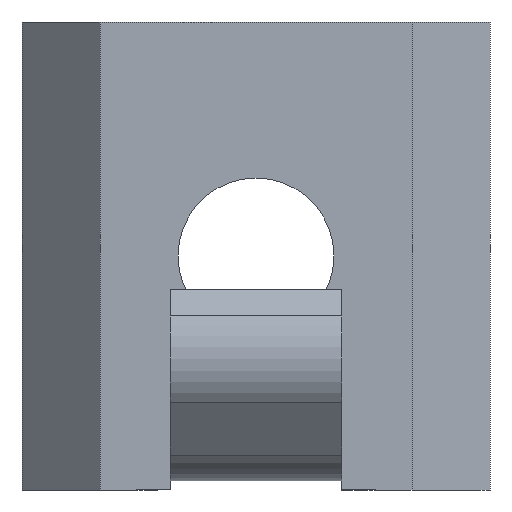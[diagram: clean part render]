
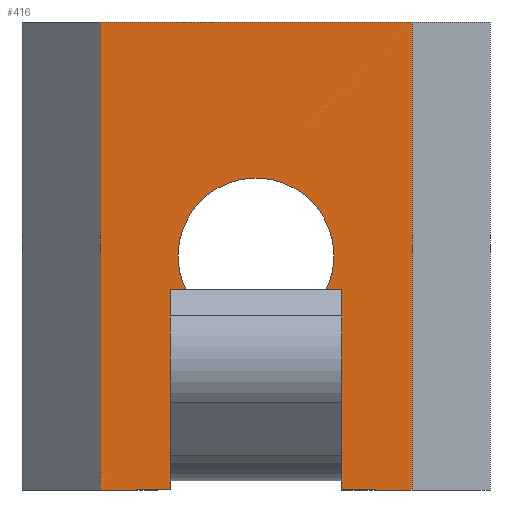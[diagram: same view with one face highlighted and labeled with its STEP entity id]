
A CAD part, front view. The second image highlights one B-rep face of the part: STEP entity #416.
In plain terms, the highlighted planar face has unit normal (0, -1, 0).
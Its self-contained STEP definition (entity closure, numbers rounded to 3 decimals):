
#7 = CIRCLE ( 'NONE', #644, 2.5 ) ;
#16 = EDGE_CURVE ( 'NONE', #156, #434, #276, .T. ) ;
#24 = VECTOR ( 'NONE', #295, 1000. ) ;
#32 = CARTESIAN_POINT ( 'NONE',  ( -5., 0., -15. ) ) ;
#42 = VERTEX_POINT ( 'NONE', #653 ) ;
#47 = EDGE_CURVE ( 'NONE', #1100, #1124, #518, .T. ) ;
#69 = CARTESIAN_POINT ( 'NONE',  ( 0., 0., -5. ) ) ;
#80 = VECTOR ( 'NONE', #475, 1000. ) ;
#89 = ORIENTED_EDGE ( 'NONE', *, *, #857, .T. ) ;
#96 = EDGE_CURVE ( 'NONE', #731, #42, #822, .T. ) ;
#97 = VECTOR ( 'NONE', #954, 1000. ) ;
#99 = EDGE_LOOP ( 'NONE', ( #1161, #336, #649, #945, #748, #878, #506, #288, #437, #89 ) ) ;
#105 = EDGE_CURVE ( 'NONE', #560, #434, #498, .T. ) ;
#115 = LINE ( 'NONE', #384, #80 ) ;
#117 = DIRECTION ( 'NONE',  ( 1., 0., 0. ) ) ;
#139 = CARTESIAN_POINT ( 'NONE',  ( 5., 0., 0. ) ) ;
#156 = VERTEX_POINT ( 'NONE', #872 ) ;
#211 = EDGE_CURVE ( 'NONE', #731, #347, #1109, .T. ) ;
#213 = VECTOR ( 'NONE', #439, 1000. ) ;
#268 = AXIS2_PLACEMENT_3D ( 'NONE', #536, #1079, #988 ) ;
#276 = LINE ( 'NONE', #760, #313 ) ;
#281 = CARTESIAN_POINT ( 'NONE',  ( 2.75, 0., -14.7 ) ) ;
#288 = ORIENTED_EDGE ( 'NONE', *, *, #672, .T. ) ;
#293 = CARTESIAN_POINT ( 'NONE',  ( -5., 0., -15. ) ) ;
#295 = DIRECTION ( 'NONE',  ( 0., 0., 1. ) ) ;
#313 = VECTOR ( 'NONE', #117, 1000. ) ;
#336 = ORIENTED_EDGE ( 'NONE', *, *, #96, .T. ) ;
#347 = VERTEX_POINT ( 'NONE', #440 ) ;
#349 = DIRECTION ( 'NONE',  ( 0., 0., 1. ) ) ;
#351 = PLANE ( 'NONE',  #268 ) ;
#363 = VERTEX_POINT ( 'NONE', #69 ) ;
#384 = CARTESIAN_POINT ( 'NONE',  ( -5., 0., -14.5 ) ) ;
#398 = DIRECTION ( 'NONE',  ( 0., 0., 1. ) ) ;
#416 = ADVANCED_FACE ( 'NONE', ( #941, #741 ), #351, .T. ) ;
#432 = CARTESIAN_POINT ( 'NONE',  ( -2.75, 0., -14.5 ) ) ;
#434 = VERTEX_POINT ( 'NONE', #139 ) ;
#437 = ORIENTED_EDGE ( 'NONE', *, *, #47, .T. ) ;
#439 = DIRECTION ( 'NONE',  ( 0., 0., 1. ) ) ;
#440 = CARTESIAN_POINT ( 'NONE',  ( 2.75, 0., -14.5 ) ) ;
#461 = CARTESIAN_POINT ( 'NONE',  ( -2.75, 0., -15. ) ) ;
#475 = DIRECTION ( 'NONE',  ( 1., 0., 0. ) ) ;
#485 = DIRECTION ( 'NONE',  ( 0., 1., 0. ) ) ;
#498 = LINE ( 'NONE', #658, #24 ) ;
#506 = ORIENTED_EDGE ( 'NONE', *, *, #930, .T. ) ;
#509 = VECTOR ( 'NONE', #349, 1000. ) ;
#511 = CARTESIAN_POINT ( 'NONE',  ( 5., 0., -15. ) ) ;
#518 = LINE ( 'NONE', #1121, #608 ) ;
#536 = CARTESIAN_POINT ( 'NONE',  ( -5., 0., -15. ) ) ;
#558 = DIRECTION ( 'NONE',  ( 1., 0., 0. ) ) ;
#560 = VERTEX_POINT ( 'NONE', #511 ) ;
#568 = CARTESIAN_POINT ( 'NONE',  ( 2.75, 0., -15. ) ) ;
#576 = DIRECTION ( 'NONE',  ( 0., 0., -1. ) ) ;
#596 = CIRCLE ( 'NONE', #843, 2.5 ) ;
#604 = DIRECTION ( 'NONE',  ( 0., 1., 0. ) ) ;
#608 = VECTOR ( 'NONE', #746, 1000. ) ;
#621 = EDGE_CURVE ( 'NONE', #862, #156, #640, .T. ) ;
#640 = LINE ( 'NONE', #739, #509 ) ;
#641 = CARTESIAN_POINT ( 'NONE',  ( -5., 0., -15. ) ) ;
#644 = AXIS2_PLACEMENT_3D ( 'NONE', #1042, #485, #398 ) ;
#649 = ORIENTED_EDGE ( 'NONE', *, *, #728, .T. ) ;
#653 = CARTESIAN_POINT ( 'NONE',  ( 2.75, 0., -15. ) ) ;
#658 = CARTESIAN_POINT ( 'NONE',  ( 5., 0., -15. ) ) ;
#672 = EDGE_CURVE ( 'NONE', #1012, #1100, #921, .T. ) ;
#702 = CARTESIAN_POINT ( 'NONE',  ( -2.75, 0., -14.7 ) ) ;
#728 = EDGE_CURVE ( 'NONE', #42, #560, #1166, .T. ) ;
#731 = VERTEX_POINT ( 'NONE', #281 ) ;
#738 = LINE ( 'NONE', #293, #1132 ) ;
#739 = CARTESIAN_POINT ( 'NONE',  ( -5., 0., -15. ) ) ;
#741 = FACE_BOUND ( 'NONE', #976, .T. ) ;
#746 = DIRECTION ( 'NONE',  ( 0., 0., 1. ) ) ;
#748 = ORIENTED_EDGE ( 'NONE', *, *, #16, .F. ) ;
#756 = CARTESIAN_POINT ( 'NONE',  ( -2.75, 0., -15. ) ) ;
#760 = CARTESIAN_POINT ( 'NONE',  ( -5., 0., 0. ) ) ;
#769 = CARTESIAN_POINT ( 'NONE',  ( 2.75, 0., -15. ) ) ;
#822 = LINE ( 'NONE', #568, #996 ) ;
#843 = AXIS2_PLACEMENT_3D ( 'NONE', #962, #604, #1153 ) ;
#857 = EDGE_CURVE ( 'NONE', #1124, #347, #115, .T. ) ;
#862 = VERTEX_POINT ( 'NONE', #32 ) ;
#872 = CARTESIAN_POINT ( 'NONE',  ( -5., 0., 0. ) ) ;
#878 = ORIENTED_EDGE ( 'NONE', *, *, #621, .F. ) ;
#921 = LINE ( 'NONE', #461, #213 ) ;
#930 = EDGE_CURVE ( 'NONE', #862, #1012, #738, .T. ) ;
#936 = VECTOR ( 'NONE', #1094, 1000. ) ;
#941 = FACE_OUTER_BOUND ( 'NONE', #99, .T. ) ;
#945 = ORIENTED_EDGE ( 'NONE', *, *, #105, .T. ) ;
#954 = DIRECTION ( 'NONE',  ( 0., 0., 1. ) ) ;
#962 = CARTESIAN_POINT ( 'NONE',  ( 0., 0., -7.5 ) ) ;
#965 = ORIENTED_EDGE ( 'NONE', *, *, #984, .T. ) ;
#976 = EDGE_LOOP ( 'NONE', ( #1145, #965 ) ) ;
#984 = EDGE_CURVE ( 'NONE', #1086, #363, #7, .T. ) ;
#988 = DIRECTION ( 'NONE',  ( 0., 0., -1. ) ) ;
#996 = VECTOR ( 'NONE', #576, 1000. ) ;
#1012 = VERTEX_POINT ( 'NONE', #756 ) ;
#1042 = CARTESIAN_POINT ( 'NONE',  ( 0., 0., -7.5 ) ) ;
#1079 = DIRECTION ( 'NONE',  ( 0., -1., 0. ) ) ;
#1086 = VERTEX_POINT ( 'NONE', #1138 ) ;
#1094 = DIRECTION ( 'NONE',  ( 1., 0., 0. ) ) ;
#1100 = VERTEX_POINT ( 'NONE', #702 ) ;
#1109 = LINE ( 'NONE', #769, #97 ) ;
#1121 = CARTESIAN_POINT ( 'NONE',  ( -2.75, 0., -15. ) ) ;
#1124 = VERTEX_POINT ( 'NONE', #432 ) ;
#1132 = VECTOR ( 'NONE', #558, 1000. ) ;
#1138 = CARTESIAN_POINT ( 'NONE',  ( 0., 0., -10. ) ) ;
#1145 = ORIENTED_EDGE ( 'NONE', *, *, #1162, .T. ) ;
#1153 = DIRECTION ( 'NONE',  ( 0., 0., 1. ) ) ;
#1161 = ORIENTED_EDGE ( 'NONE', *, *, #211, .F. ) ;
#1162 = EDGE_CURVE ( 'NONE', #363, #1086, #596, .T. ) ;
#1166 = LINE ( 'NONE', #641, #936 ) ;
